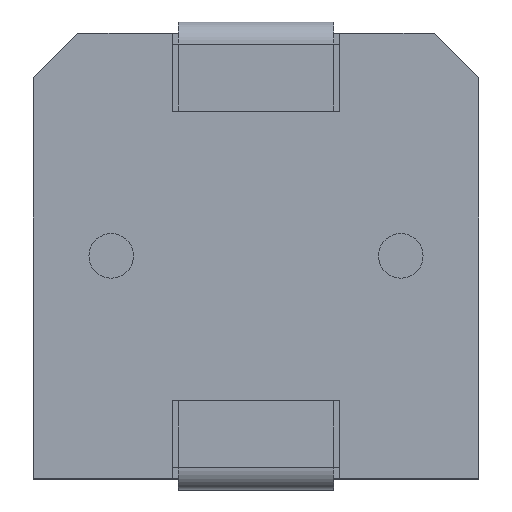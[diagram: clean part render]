
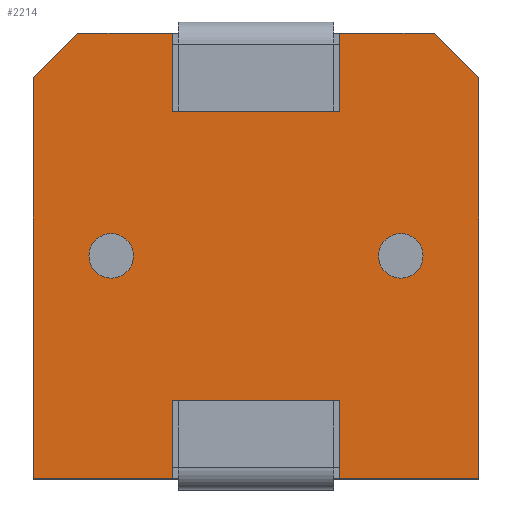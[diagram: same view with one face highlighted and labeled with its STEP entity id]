
A CAD part, top view. The second image highlights one B-rep face of the part: STEP entity #2214.
In plain terms, the highlighted face is planar.
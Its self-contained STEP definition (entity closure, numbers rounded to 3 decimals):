
#49=LINE('',#3081,#341);
#54=LINE('',#3092,#346);
#60=LINE('',#3104,#352);
#63=LINE('',#3110,#355);
#69=LINE('',#3122,#361);
#76=LINE('',#3135,#368);
#80=LINE('',#3141,#372);
#81=LINE('',#3143,#373);
#82=LINE('',#3145,#374);
#83=LINE('',#3146,#375);
#84=LINE('',#3147,#376);
#85=LINE('',#3149,#377);
#86=LINE('',#3151,#378);
#87=LINE('',#3152,#379);
#341=VECTOR('',#2502,1.25);
#346=VECTOR('',#2509,0.85);
#352=VECTOR('',#2517,1.25);
#355=VECTOR('',#2522,3.6);
#361=VECTOR('',#2530,0.85);
#368=VECTOR('',#2539,3.6);
#372=VECTOR('',#2545,0.566);
#373=VECTOR('',#2546,0.7);
#374=VECTOR('',#2547,1.5);
#375=VECTOR('',#2548,0.7);
#376=VECTOR('',#2549,0.566);
#377=VECTOR('',#2550,0.7);
#378=VECTOR('',#2551,1.5);
#379=VECTOR('',#2552,0.7);
#624=PLANE('',#2339);
#724=FACE_BOUND('',#863,.T.);
#725=FACE_BOUND('',#864,.T.);
#744=FACE_OUTER_BOUND('',#862,.T.);
#862=EDGE_LOOP('',(#1566,#1567,#1568,#1569,#1570,#1571,#1572,#1573,#1574,
#1575,#1576,#1577,#1578,#1579));
#863=EDGE_LOOP('',(#1580));
#864=EDGE_LOOP('',(#1581));
#975=CIRCLE('',#2325,0.2);
#977=CIRCLE('',#2328,0.2);
#991=VERTEX_POINT('',#3029);
#993=VERTEX_POINT('',#3034);
#1013=VERTEX_POINT('',#3078);
#1014=VERTEX_POINT('',#3080);
#1018=VERTEX_POINT('',#3089);
#1019=VERTEX_POINT('',#3091);
#1023=VERTEX_POINT('',#3101);
#1024=VERTEX_POINT('',#3103);
#1026=VERTEX_POINT('',#3109);
#1030=VERTEX_POINT('',#3120);
#1031=VERTEX_POINT('',#3121);
#1036=VERTEX_POINT('',#3133);
#1038=VERTEX_POINT('',#3142);
#1039=VERTEX_POINT('',#3144);
#1040=VERTEX_POINT('',#3148);
#1041=VERTEX_POINT('',#3150);
#1199=EDGE_CURVE('',#991,#991,#975,.T.);
#1201=EDGE_CURVE('',#993,#993,#977,.T.);
#1221=EDGE_CURVE('',#1014,#1013,#49,.T.);
#1226=EDGE_CURVE('',#1019,#1018,#54,.T.);
#1232=EDGE_CURVE('',#1024,#1023,#60,.T.);
#1235=EDGE_CURVE('',#1026,#1024,#63,.T.);
#1241=EDGE_CURVE('',#1030,#1031,#69,.T.);
#1248=EDGE_CURVE('',#1013,#1036,#76,.T.);
#1252=EDGE_CURVE('',#1036,#1030,#80,.T.);
#1253=EDGE_CURVE('',#1038,#1031,#81,.T.);
#1254=EDGE_CURVE('',#1039,#1038,#82,.T.);
#1255=EDGE_CURVE('',#1039,#1019,#83,.T.);
#1256=EDGE_CURVE('',#1018,#1026,#84,.T.);
#1257=EDGE_CURVE('',#1023,#1040,#85,.T.);
#1258=EDGE_CURVE('',#1040,#1041,#86,.T.);
#1259=EDGE_CURVE('',#1041,#1014,#87,.T.);
#1566=ORIENTED_EDGE('',*,*,#1248,.T.);
#1567=ORIENTED_EDGE('',*,*,#1252,.T.);
#1568=ORIENTED_EDGE('',*,*,#1241,.T.);
#1569=ORIENTED_EDGE('',*,*,#1253,.F.);
#1570=ORIENTED_EDGE('',*,*,#1254,.F.);
#1571=ORIENTED_EDGE('',*,*,#1255,.T.);
#1572=ORIENTED_EDGE('',*,*,#1226,.T.);
#1573=ORIENTED_EDGE('',*,*,#1256,.T.);
#1574=ORIENTED_EDGE('',*,*,#1235,.T.);
#1575=ORIENTED_EDGE('',*,*,#1232,.T.);
#1576=ORIENTED_EDGE('',*,*,#1257,.T.);
#1577=ORIENTED_EDGE('',*,*,#1258,.T.);
#1578=ORIENTED_EDGE('',*,*,#1259,.T.);
#1579=ORIENTED_EDGE('',*,*,#1221,.T.);
#1580=ORIENTED_EDGE('',*,*,#1199,.F.);
#1581=ORIENTED_EDGE('',*,*,#1201,.F.);
#2214=ADVANCED_FACE('',(#744,#724,#725),#624,.T.);
#2325=AXIS2_PLACEMENT_3D('',#3030,#2465,#2466);
#2328=AXIS2_PLACEMENT_3D('',#3035,#2471,#2472);
#2339=AXIS2_PLACEMENT_3D('',#3140,#2543,#2544);
#2465=DIRECTION('center_axis',(0.,-1.,0.));
#2466=DIRECTION('ref_axis',(0.,0.,-1.));
#2471=DIRECTION('center_axis',(0.,-1.,0.));
#2472=DIRECTION('ref_axis',(0.,0.,-1.));
#2502=DIRECTION('',(1.,0.,0.));
#2509=DIRECTION('',(-1.,0.,0.));
#2517=DIRECTION('',(1.,0.,0.));
#2522=DIRECTION('',(0.,0.,-1.));
#2530=DIRECTION('',(-1.,0.,0.));
#2539=DIRECTION('',(0.,0.,1.));
#2543=DIRECTION('center_axis',(0.,-1.,0.));
#2544=DIRECTION('ref_axis',(0.,0.,-1.));
#2545=DIRECTION('',(-0.707,0.,0.707));
#2546=DIRECTION('',(0.,0.,1.));
#2547=DIRECTION('',(1.,0.,0.));
#2548=DIRECTION('',(0.,0.,1.));
#2549=DIRECTION('',(-0.707,0.,-0.707));
#2550=DIRECTION('',(0.,0.,1.));
#2551=DIRECTION('',(1.,0.,0.));
#2552=DIRECTION('',(0.,0.,-1.));
#3029=CARTESIAN_POINT('',(1.3,0.,-0.2));
#3030=CARTESIAN_POINT('Origin',(1.3,0.,0.));
#3034=CARTESIAN_POINT('',(-1.3,0.,-0.2));
#3035=CARTESIAN_POINT('Origin',(-1.3,0.,0.));
#3078=CARTESIAN_POINT('',(2.,0.,-2.));
#3080=CARTESIAN_POINT('',(0.75,0.,-2.));
#3081=CARTESIAN_POINT('',(-2.,0.,-2.));
#3089=CARTESIAN_POINT('',(-1.6,0.,2.));
#3091=CARTESIAN_POINT('',(-0.75,0.,2.));
#3092=CARTESIAN_POINT('',(2.,0.,2.));
#3101=CARTESIAN_POINT('',(-0.75,0.,-2.));
#3103=CARTESIAN_POINT('',(-2.,0.,-2.));
#3104=CARTESIAN_POINT('',(-2.,0.,-2.));
#3109=CARTESIAN_POINT('',(-2.,0.,1.6));
#3110=CARTESIAN_POINT('',(-2.,0.,2.));
#3120=CARTESIAN_POINT('',(1.6,0.,2.));
#3121=CARTESIAN_POINT('',(0.75,0.,2.));
#3122=CARTESIAN_POINT('',(2.,0.,2.));
#3133=CARTESIAN_POINT('',(2.,0.,1.6));
#3135=CARTESIAN_POINT('',(2.,0.,-2.));
#3140=CARTESIAN_POINT('Origin',(0.,0.,0.));
#3141=CARTESIAN_POINT('',(1.8,0.,1.8));
#3142=CARTESIAN_POINT('',(0.75,0.,1.3));
#3143=CARTESIAN_POINT('',(0.75,0.,1.3));
#3144=CARTESIAN_POINT('',(-0.75,0.,1.3));
#3145=CARTESIAN_POINT('',(-0.75,0.,1.3));
#3146=CARTESIAN_POINT('',(-0.75,0.,1.3));
#3147=CARTESIAN_POINT('',(-1.8,0.,1.8));
#3148=CARTESIAN_POINT('',(-0.75,0.,-1.3));
#3149=CARTESIAN_POINT('',(-0.75,0.,-2.));
#3150=CARTESIAN_POINT('',(0.75,0.,-1.3));
#3151=CARTESIAN_POINT('',(-0.75,0.,-1.3));
#3152=CARTESIAN_POINT('',(0.75,0.,-1.9));
